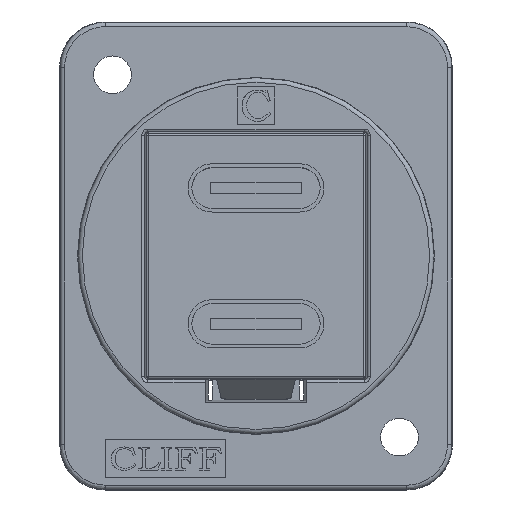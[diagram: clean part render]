
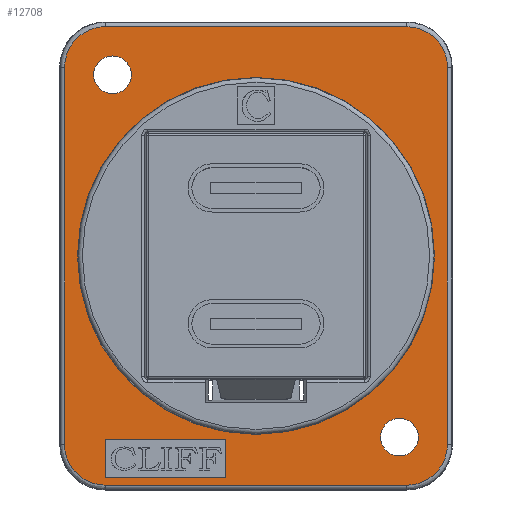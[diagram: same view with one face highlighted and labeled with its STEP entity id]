
A CAD part, top view. The second image highlights one B-rep face of the part: STEP entity #12708.
In plain terms, the highlighted planar face has unit normal (0, 0, 1).
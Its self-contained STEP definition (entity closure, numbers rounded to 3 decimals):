
#389=ELLIPSE('',#13447,2.7,2.7);
#390=ELLIPSE('',#13451,2.7,2.7);
#391=ELLIPSE('',#13455,2.7,2.7);
#392=ELLIPSE('',#13458,2.7,2.7);
#427=FACE_BOUND('',#1602,.T.);
#428=FACE_BOUND('',#1603,.T.);
#429=FACE_BOUND('',#1604,.T.);
#430=FACE_BOUND('',#1605,.T.);
#589=CIRCLE('',#13484,1.25);
#590=CIRCLE('',#13485,1.25);
#591=CIRCLE('',#13486,11.823);
#890=FACE_OUTER_BOUND('',#1601,.T.);
#1601=EDGE_LOOP('',(#8714,#8715,#8716,#8717,#8718,#8719,#8720,#8721));
#1602=EDGE_LOOP('',(#8722));
#1603=EDGE_LOOP('',(#8723));
#1604=EDGE_LOOP('',(#8724,#8725,#8726,#8727));
#1605=EDGE_LOOP('',(#8728));
#2381=LINE('',#17641,#3824);
#2382=LINE('',#17683,#3825);
#2383=LINE('',#17725,#3826);
#2384=LINE('',#17767,#3827);
#2419=LINE('',#17946,#3862);
#2420=LINE('',#17948,#3863);
#2421=LINE('',#17950,#3864);
#2422=LINE('',#17951,#3865);
#3824=VECTOR('',#14544,24.965);
#3825=VECTOR('',#14553,19.965);
#3826=VECTOR('',#14562,24.965);
#3827=VECTOR('',#14571,19.965);
#3862=VECTOR('',#14662,2.5);
#3863=VECTOR('',#14663,8.);
#3864=VECTOR('',#14664,2.5);
#3865=VECTOR('',#14665,8.);
#5247=VERTEX_POINT('',#17637);
#5248=VERTEX_POINT('',#17639);
#5249=VERTEX_POINT('',#17677);
#5250=VERTEX_POINT('',#17681);
#5251=VERTEX_POINT('',#17719);
#5252=VERTEX_POINT('',#17723);
#5253=VERTEX_POINT('',#17761);
#5254=VERTEX_POINT('',#17765);
#5306=VERTEX_POINT('',#17940);
#5307=VERTEX_POINT('',#17942);
#5308=VERTEX_POINT('',#17944);
#5309=VERTEX_POINT('',#17945);
#5310=VERTEX_POINT('',#17947);
#5311=VERTEX_POINT('',#17949);
#5312=VERTEX_POINT('',#17952);
#6550=EDGE_CURVE('',#5248,#5247,#2381,.T.);
#6552=EDGE_CURVE('',#5249,#5248,#389,.T.);
#6554=EDGE_CURVE('',#5250,#5249,#2382,.T.);
#6556=EDGE_CURVE('',#5251,#5250,#390,.T.);
#6558=EDGE_CURVE('',#5252,#5251,#2383,.T.);
#6560=EDGE_CURVE('',#5253,#5252,#391,.T.);
#6562=EDGE_CURVE('',#5254,#5253,#2384,.T.);
#6563=EDGE_CURVE('',#5247,#5254,#392,.T.);
#6619=EDGE_CURVE('',#5306,#5306,#589,.T.);
#6620=EDGE_CURVE('',#5307,#5307,#590,.T.);
#6621=EDGE_CURVE('',#5308,#5309,#2419,.T.);
#6622=EDGE_CURVE('',#5309,#5310,#2420,.T.);
#6623=EDGE_CURVE('',#5310,#5311,#2421,.T.);
#6624=EDGE_CURVE('',#5311,#5308,#2422,.T.);
#6625=EDGE_CURVE('',#5312,#5312,#591,.T.);
#8714=ORIENTED_EDGE('',*,*,#6563,.F.);
#8715=ORIENTED_EDGE('',*,*,#6550,.F.);
#8716=ORIENTED_EDGE('',*,*,#6552,.F.);
#8717=ORIENTED_EDGE('',*,*,#6554,.F.);
#8718=ORIENTED_EDGE('',*,*,#6556,.F.);
#8719=ORIENTED_EDGE('',*,*,#6558,.F.);
#8720=ORIENTED_EDGE('',*,*,#6560,.F.);
#8721=ORIENTED_EDGE('',*,*,#6562,.F.);
#8722=ORIENTED_EDGE('',*,*,#6619,.T.);
#8723=ORIENTED_EDGE('',*,*,#6620,.T.);
#8724=ORIENTED_EDGE('',*,*,#6621,.T.);
#8725=ORIENTED_EDGE('',*,*,#6622,.T.);
#8726=ORIENTED_EDGE('',*,*,#6623,.T.);
#8727=ORIENTED_EDGE('',*,*,#6624,.T.);
#8728=ORIENTED_EDGE('',*,*,#6625,.T.);
#12180=PLANE('',#13483);
#12708=ADVANCED_FACE('',(#890,#427,#428,#429,#430),#12180,.T.);
#13447=AXIS2_PLACEMENT_3D('',#17679,#14547,#14548);
#13451=AXIS2_PLACEMENT_3D('',#17721,#14556,#14557);
#13455=AXIS2_PLACEMENT_3D('',#17763,#14565,#14566);
#13458=AXIS2_PLACEMENT_3D('',#17803,#14572,#14573);
#13483=AXIS2_PLACEMENT_3D('',#17939,#14656,#14657);
#13484=AXIS2_PLACEMENT_3D('',#17941,#14658,#14659);
#13485=AXIS2_PLACEMENT_3D('',#17943,#14660,#14661);
#13486=AXIS2_PLACEMENT_3D('',#17953,#14666,#14667);
#14544=DIRECTION('',(0.,1.,0.));
#14547=DIRECTION('center_axis',(0.,0.,
-1.));
#14548=DIRECTION('ref_axis',(-0.707,-0.707,0.));
#14553=DIRECTION('',(-1.,0.,0.));
#14556=DIRECTION('center_axis',(0.,0.,
-1.));
#14557=DIRECTION('ref_axis',(0.707,-0.707,0.));
#14562=DIRECTION('',(0.,-1.,0.));
#14565=DIRECTION('center_axis',(0.,0.,
-1.));
#14566=DIRECTION('ref_axis',(0.707,0.707,0.));
#14571=DIRECTION('',(1.,0.,0.));
#14572=DIRECTION('center_axis',(0.,0.,
-1.));
#14573=DIRECTION('ref_axis',(-0.707,0.707,0.));
#14656=DIRECTION('center_axis',(0.,0.,
1.));
#14657=DIRECTION('ref_axis',(1.,0.,0.));
#14658=DIRECTION('center_axis',(0.,0.,
-1.));
#14659=DIRECTION('ref_axis',(-1.,0.,0.));
#14660=DIRECTION('center_axis',(0.,0.,
-1.));
#14661=DIRECTION('ref_axis',(-1.,0.,0.));
#14662=DIRECTION('',(0.,1.,0.));
#14663=DIRECTION('',(1.,0.,0.));
#14664=DIRECTION('',(0.,-1.,0.));
#14665=DIRECTION('',(-1.,0.,0.));
#14666=DIRECTION('center_axis',(0.,0.,
-1.));
#14667=DIRECTION('ref_axis',(-1.,0.,0.));
#17637=CARTESIAN_POINT('',(-12.683,12.483,2.3));
#17639=CARTESIAN_POINT('',(-12.683,-12.483,2.3));
#17641=CARTESIAN_POINT('',(-12.683,-7.75,2.3));
#17677=CARTESIAN_POINT('',(-9.983,-15.183,2.3));
#17679=CARTESIAN_POINT('Origin',(-9.982,-12.482,2.3));
#17681=CARTESIAN_POINT('',(9.983,-15.183,2.3));
#17683=CARTESIAN_POINT('',(6.5,-15.183,2.3));
#17719=CARTESIAN_POINT('',(12.683,-12.483,2.3));
#17721=CARTESIAN_POINT('Origin',(9.982,-12.482,2.3));
#17723=CARTESIAN_POINT('',(12.683,12.483,2.3));
#17725=CARTESIAN_POINT('',(12.683,7.75,2.3));
#17761=CARTESIAN_POINT('',(9.983,15.183,2.3));
#17763=CARTESIAN_POINT('Origin',(9.982,12.482,2.3));
#17765=CARTESIAN_POINT('',(-9.983,15.183,2.3));
#17767=CARTESIAN_POINT('',(-6.5,15.183,2.3));
#17803=CARTESIAN_POINT('Origin',(-9.982,12.482,2.3));
#17939=CARTESIAN_POINT('Origin',(0.,0.,
2.3));
#17940=CARTESIAN_POINT('',(-8.25,12.,2.3));
#17941=CARTESIAN_POINT('Origin',(-9.5,12.,2.3));
#17942=CARTESIAN_POINT('',(10.75,-12.,2.3));
#17943=CARTESIAN_POINT('Origin',(9.5,-12.,2.3));
#17944=CARTESIAN_POINT('',(-10.,-14.683,2.3));
#17945=CARTESIAN_POINT('',(-10.,-12.183,2.3));
#17946=CARTESIAN_POINT('',(-10.,-7.341,2.3));
#17947=CARTESIAN_POINT('',(-2.,-12.183,2.3));
#17948=CARTESIAN_POINT('',(-5.,-12.183,2.3));
#17949=CARTESIAN_POINT('',(-2.,-14.683,2.3));
#17950=CARTESIAN_POINT('',(-2.,-6.091,2.3));
#17951=CARTESIAN_POINT('',(-1.,-14.683,2.3));
#17952=CARTESIAN_POINT('',(11.823,0.,2.3));
#17953=CARTESIAN_POINT('Origin',(0.,0.,
2.3));
